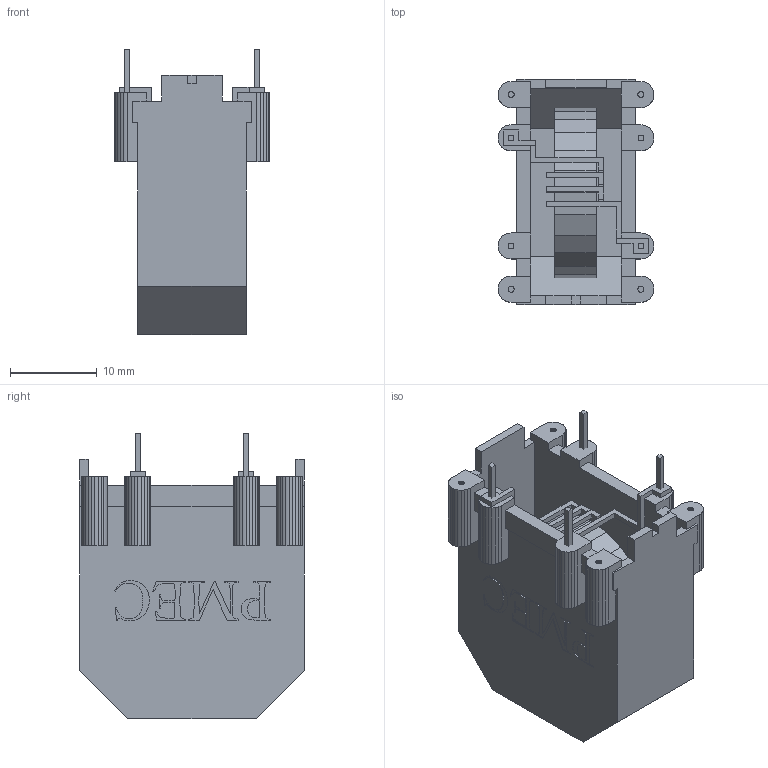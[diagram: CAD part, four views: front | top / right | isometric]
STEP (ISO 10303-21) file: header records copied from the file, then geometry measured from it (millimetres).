
FILE_DESCRIPTION(('FreeCAD Model'),'2;1');
FILE_NAME('X23Vir.stp', '2014-07-08T13:50:22',('FreeCAD'),('FreeCAD'), 'Open CASCADE STEP processor 6.3','FreeCAD','Unknown');
FILE_SCHEMA(('AUTOMOTIVE_DESIGN_CC2 { 1 2 10303 214 -1 1 5 4 }'));
Products named in the file (6): X23Vir; X23Vir005; X23Vir004; X23Vir002; X23Vir003; X23Vir001
Bounding box: 18 x 26 x 33 mm (x, y, z)
Volume: 3352.2 mm3; surface area: 6045.4 mm2
Topology: 6 solids, 6 shells, 816 faces, 2387 edges, 1596 vertices
Faces by surface type: plane 566, cylinder 243, cone 7
Entity records: 62772 total; most frequent: CARTESIAN_POINT 17137, DIRECTION 7990, LINE 5114, VECTOR 5114, ORIENTED_EDGE 4774, PCURVE 4774, DEFINITIONAL_REPRESENTATION 4774, EDGE_CURVE 2387
